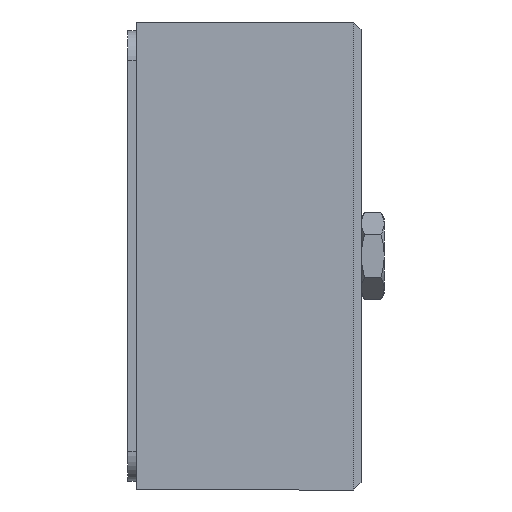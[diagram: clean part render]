
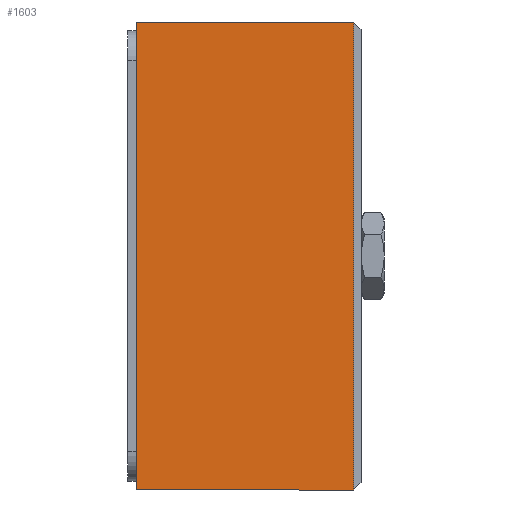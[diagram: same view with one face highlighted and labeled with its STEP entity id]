
A CAD part, left-side view. The second image highlights one B-rep face of the part: STEP entity #1603.
In plain terms, the highlighted planar face has unit normal (-1, 0, 0).
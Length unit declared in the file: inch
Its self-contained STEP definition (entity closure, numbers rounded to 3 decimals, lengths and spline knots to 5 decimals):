
#29 = VERTEX_POINT ( 'NONE', #348 ) ;
#109 = LINE ( 'NONE', #1598, #863 ) ;
#142 = CARTESIAN_POINT ( 'NONE',  ( -1.9685, 0.03, 0.9845 ) ) ;
#159 = DIRECTION ( 'NONE',  ( 0., 0., -1. ) ) ;
#306 = VERTEX_POINT ( 'NONE', #1763 ) ;
#320 = AXIS2_PLACEMENT_3D ( 'NONE', #1409, #556, #1545 ) ;
#348 = CARTESIAN_POINT ( 'NONE',  ( -1.9685, 0.03, -0.9845 ) ) ;
#373 = ORIENTED_EDGE ( 'NONE', *, *, #1556, .F. ) ;
#556 = DIRECTION ( 'NONE',  ( 1., 0., 0. ) ) ;
#572 = ORIENTED_EDGE ( 'NONE', *, *, #1699, .F. ) ;
#633 = LINE ( 'NONE', #1152, #1021 ) ;
#661 = VERTEX_POINT ( 'NONE', #1554 ) ;
#737 = EDGE_CURVE ( 'NONE', #1301, #29, #633, .T. ) ;
#754 = DIRECTION ( 'NONE',  ( 0., 0., -1. ) ) ;
#818 = DIRECTION ( 'NONE',  ( 0., 1., 0. ) ) ;
#863 = VECTOR ( 'NONE', #1459, 39.37008 ) ;
#1021 = VECTOR ( 'NONE', #159, 39.37008 ) ;
#1083 = ORIENTED_EDGE ( 'NONE', *, *, #1735, .T. ) ;
#1152 = CARTESIAN_POINT ( 'NONE',  ( -1.9685, 0.03, 0.9845 ) ) ;
#1204 = VECTOR ( 'NONE', #754, 39.37008 ) ;
#1245 = LINE ( 'NONE', #1602, #1204 ) ;
#1271 = PLANE ( 'NONE',  #320 ) ;
#1301 = VERTEX_POINT ( 'NONE', #142 ) ;
#1317 = ORIENTED_EDGE ( 'NONE', *, *, #737, .F. ) ;
#1333 = FACE_OUTER_BOUND ( 'NONE', #1712, .T. ) ;
#1390 = CARTESIAN_POINT ( 'NONE',  ( -1.9685, 0.945, -0.9845 ) ) ;
#1409 = CARTESIAN_POINT ( 'NONE',  ( -1.9685, 0.945, 0.9845 ) ) ;
#1427 = VECTOR ( 'NONE', #818, 39.37008 ) ;
#1459 = DIRECTION ( 'NONE',  ( 0., -1., 0. ) ) ;
#1545 = DIRECTION ( 'NONE',  ( 0., 0., -1. ) ) ;
#1554 = CARTESIAN_POINT ( 'NONE',  ( -1.9685, 0.945, 0.9845 ) ) ;
#1556 = EDGE_CURVE ( 'NONE', #29, #306, #1804, .T. ) ;
#1598 = CARTESIAN_POINT ( 'NONE',  ( -1.9685, 0.945, 0.9845 ) ) ;
#1602 = CARTESIAN_POINT ( 'NONE',  ( -1.9685, 0.945, -0.9845 ) ) ;
#1603 = ADVANCED_FACE ( 'NONE', ( #1333 ), #1271, .F. ) ;
#1699 = EDGE_CURVE ( 'NONE', #661, #1301, #109, .T. ) ;
#1712 = EDGE_LOOP ( 'NONE', ( #1317, #572, #1083, #373 ) ) ;
#1735 = EDGE_CURVE ( 'NONE', #661, #306, #1245, .T. ) ;
#1763 = CARTESIAN_POINT ( 'NONE',  ( -1.9685, 0.945, -0.9845 ) ) ;
#1804 = LINE ( 'NONE', #1390, #1427 ) ;
